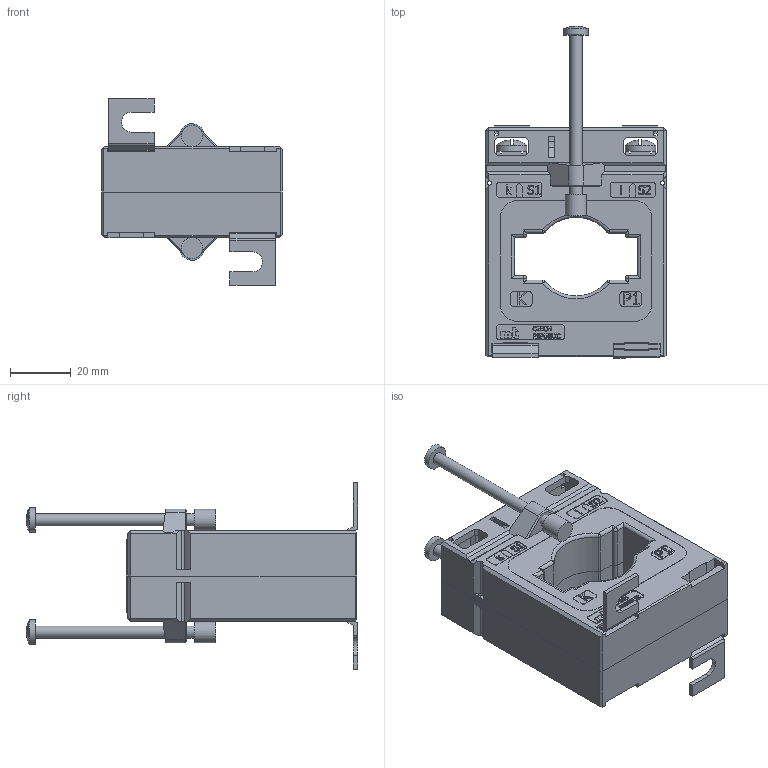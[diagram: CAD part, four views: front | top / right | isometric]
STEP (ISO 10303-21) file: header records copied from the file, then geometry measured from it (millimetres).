
FILE_DESCRIPTION(/* description */ (''),/* implementation_level */ '2;1');
FILE_NAME(/* name */ 'CLB 4.63.step',/* time_stamp */ '2024-10-25T09:31:34+02:00',/* author */ ('peter'),/* organization */ (''),/* preprocessor_version */ 'ST-DEVELOPER v20',/* originating_system */ 'Autodesk Inventor 2025',/* authorisation */ '');
FILE_SCHEMA (('AUTOMOTIVE_DESIGN { 1 0 10303 214 3 1 1 }'));
Length unit declared in the file: millimetre
Products named in the file (10): Current transformer CLA 2.1; Front plastic case CLB 4.63; Back plastic case CLB 4.63; Tape label CLB 4.63; Secondary terminal 20 CLB; Secondary terminal cover 27 CLB; Metal mounting foot CLB; Screw M5x8; Screw 4x60; Insulating cap
Assembly tree (17 placements, depth 2):
  Current transformer CLA 2.1
    Front plastic case CLB 4.63
    Back plastic case CLB 4.63
    Tape label CLB 4.63
    Secondary terminal 20 CLB  x2
    Secondary terminal cover 27 CLB  x2
    Metal mounting foot CLB  x2
    Screw M5x8  x4
    Screw 4x60  x2
    Insulating cap  x2
Bounding box: 59.5 x 109.34 x 61.5 mm (x, y, z)
Volume: 107247.3 mm3; surface area: 40684.8 mm2
Topology: 17 solids, 17 shells, 1711 faces, 4652 edges, 3054 vertices
Faces by surface type: plane 1105, bspline 354, cylinder 206, sphere 26, cone 16, torus 4
Full cylindrical faces by diameter (mm): 1.5 x4, 2.5 x2, 2.95 x2, 3 x4, 3.5 x2, 4 x4, 4.134 x4, 5 x4, 7 x2, 8 x2, 10 x4
Entity records: 50388 total; most frequent: CARTESIAN_POINT 13143, ORIENTED_EDGE 8354, DIRECTION 6225, EDGE_CURVE 4177, LINE 3083, VECTOR 3083, VERTEX_POINT 2743, EDGE_LOOP 1648
